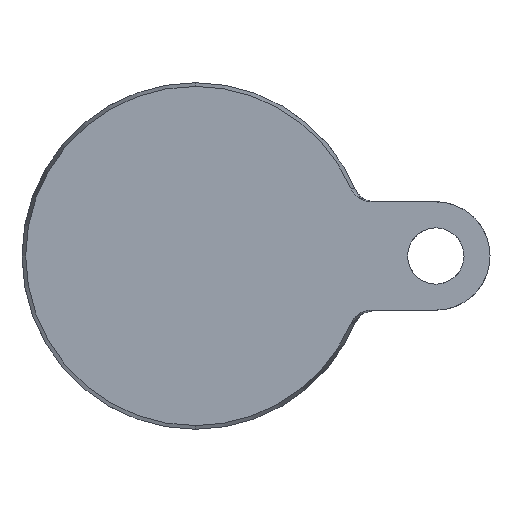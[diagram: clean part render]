
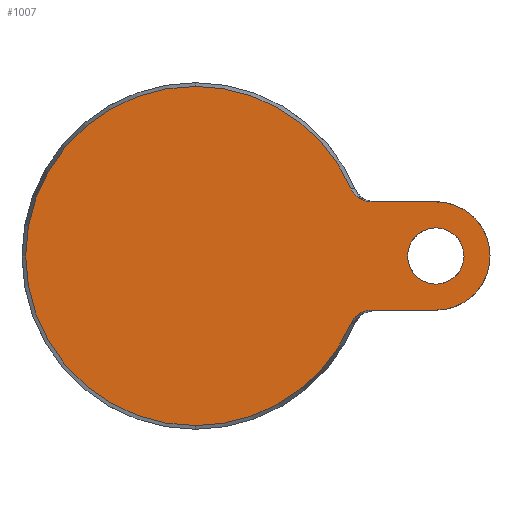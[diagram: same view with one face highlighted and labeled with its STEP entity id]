
A CAD part, front view. The second image highlights one B-rep face of the part: STEP entity #1007.
In plain terms, the highlighted planar face has unit normal (0, -1, 0).
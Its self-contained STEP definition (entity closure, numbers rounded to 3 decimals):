
#4 = ORIENTED_EDGE ( 'NONE', *, *, #856, .T. ) ;
#28 = EDGE_CURVE ( 'NONE', #1251, #1317, #1004, .T. ) ;
#75 = CARTESIAN_POINT ( 'NONE',  ( 37.031, 0., -13.929 ) ) ;
#83 = VECTOR ( 'NONE', #888, 1000. ) ;
#105 = DIRECTION ( 'NONE',  ( 0., 0., 1. ) ) ;
#120 = VERTEX_POINT ( 'NONE', #777 ) ;
#121 = CARTESIAN_POINT ( 'NONE',  ( 37.032, 0., 13.927 ) ) ;
#140 = DIRECTION ( 'NONE',  ( 0., 0., -1. ) ) ;
#151 = AXIS2_PLACEMENT_3D ( 'NONE', #917, #1250, #714 ) ;
#157 = LINE ( 'NONE', #585, #1169 ) ;
#161 = CARTESIAN_POINT ( 'NONE',  ( 40.085, 0., -12.5 ) ) ;
#166 = CARTESIAN_POINT ( 'NONE',  ( 55.5, 0., 6.5 ) ) ;
#177 = EDGE_CURVE ( 'NONE', #120, #738, #955, .T. ) ;
#183 = CARTESIAN_POINT ( 'NONE',  ( 38.221, 0., 13.07 ) ) ;
#199 = EDGE_LOOP ( 'NONE', ( #1164, #4 ) ) ;
#207 = CARTESIAN_POINT ( 'NONE',  ( 55.5, 0., 12.5 ) ) ;
#216 = AXIS2_PLACEMENT_3D ( 'NONE', #1069, #659, #1168 ) ;
#235 = VERTEX_POINT ( 'NONE', #266 ) ;
#239 = CARTESIAN_POINT ( 'NONE',  ( 15., 0., -12.5 ) ) ;
#256 = CARTESIAN_POINT ( 'NONE',  ( 38.891, 0., -12.781 ) ) ;
#262 = CARTESIAN_POINT ( 'NONE',  ( 55.5, 0., -12.5 ) ) ;
#263 = VERTEX_POINT ( 'NONE', #831 ) ;
#266 = CARTESIAN_POINT ( 'NONE',  ( 0., 0., -39.143 ) ) ;
#292 = CARTESIAN_POINT ( 'NONE',  ( 35.928, 0., -15.535 ) ) ;
#294 = CARTESIAN_POINT ( 'NONE',  ( 39.603, 0., 12.57 ) ) ;
#335 = AXIS2_PLACEMENT_3D ( 'NONE', #1174, #965, #105 ) ;
#347 = LINE ( 'NONE', #239, #83 ) ;
#365 = EDGE_CURVE ( 'NONE', #939, #120, #721, .T. ) ;
#369 = CARTESIAN_POINT ( 'NONE',  ( 38., 0., -13.192 ) ) ;
#376 = CIRCLE ( 'NONE', #1167, 6.5 ) ;
#386 = EDGE_CURVE ( 'NONE', #738, #235, #1054, .T. ) ;
#387 = DIRECTION ( 'NONE',  ( 0., 1., 0. ) ) ;
#391 = CARTESIAN_POINT ( 'NONE',  ( 55.5, 0., 0. ) ) ;
#393 = AXIS2_PLACEMENT_3D ( 'NONE', #533, #540, #1079 ) ;
#408 = CARTESIAN_POINT ( 'NONE',  ( 40.579, 0., 12.5 ) ) ;
#417 = B_SPLINE_CURVE_WITH_KNOTS ( 'NONE', 3,
 ( #292, #1150, #610, #1047, #75, #829, #681, #369, #1113, #900, #256, #1237, #161, #519 ),
 .UNSPECIFIED., .F., .F.,
 ( 4, 2, 2, 2, 2, 2, 4 ),
 ( 0., 0.001, 0.002, 0.003, 0.004, 0.004, 0.006 ),
 .UNSPECIFIED. ) ;
#456 = DIRECTION ( 'NONE',  ( 0., -1., 0. ) ) ;
#463 = VERTEX_POINT ( 'NONE', #754 ) ;
#519 = CARTESIAN_POINT ( 'NONE',  ( 40.579, 0., -12.5 ) ) ;
#532 = CARTESIAN_POINT ( 'NONE',  ( 36.124, 0., 15.081 ) ) ;
#533 = CARTESIAN_POINT ( 'NONE',  ( 55.5, 0., 0. ) ) ;
#540 = DIRECTION ( 'NONE',  ( 0., 1., 0. ) ) ;
#585 = CARTESIAN_POINT ( 'NONE',  ( 15., 0., 12.5 ) ) ;
#610 = CARTESIAN_POINT ( 'NONE',  ( 36.381, 0., -14.668 ) ) ;
#612 = CARTESIAN_POINT ( 'NONE',  ( 38.008, 0., 13.187 ) ) ;
#652 = EDGE_CURVE ( 'NONE', #1001, #1178, #1254, .T. ) ;
#659 = DIRECTION ( 'NONE',  ( 0., -1., 0. ) ) ;
#671 = CIRCLE ( 'NONE', #1342, 39.143 ) ;
#681 = CARTESIAN_POINT ( 'NONE',  ( 37.591, 0., -13.458 ) ) ;
#684 = ORIENTED_EDGE ( 'NONE', *, *, #903, .T. ) ;
#689 = AXIS2_PLACEMENT_3D ( 'NONE', #1098, #456, #140 ) ;
#696 = ORIENTED_EDGE ( 'NONE', *, *, #1219, .F. ) ;
#709 = CARTESIAN_POINT ( 'NONE',  ( 0., 0., 39.143 ) ) ;
#714 = DIRECTION ( 'NONE',  ( 0., 0., -1. ) ) ;
#715 = ORIENTED_EDGE ( 'NONE', *, *, #386, .T. ) ;
#718 = CARTESIAN_POINT ( 'NONE',  ( 38.897, 0., 12.778 ) ) ;
#721 = B_SPLINE_CURVE_WITH_KNOTS ( 'NONE', 3,
 ( #814, #1260, #294, #718, #1152, #183, #612, #1049, #954, #121, #1088, #746, #532, #948 ),
 .UNSPECIFIED., .F., .F.,
 ( 4, 2, 2, 2, 2, 2, 4 ),
 ( 0., 0.001, 0.002, 0.003, 0.004, 0.004, 0.006 ),
 .UNSPECIFIED. ) ;
#722 = ORIENTED_EDGE ( 'NONE', *, *, #737, .T. ) ;
#737 = EDGE_CURVE ( 'NONE', #463, #263, #417, .T. ) ;
#738 = VERTEX_POINT ( 'NONE', #709 ) ;
#746 = CARTESIAN_POINT ( 'NONE',  ( 36.388, 0., 14.659 ) ) ;
#750 = PLANE ( 'NONE',  #335 ) ;
#754 = CARTESIAN_POINT ( 'NONE',  ( 35.928, 0., -15.535 ) ) ;
#777 = CARTESIAN_POINT ( 'NONE',  ( 35.928, 0., 15.535 ) ) ;
#800 = DIRECTION ( 'NONE',  ( 1., 0., 0. ) ) ;
#813 = DIRECTION ( 'NONE',  ( 0., 0., 1. ) ) ;
#814 = CARTESIAN_POINT ( 'NONE',  ( 40.579, 0., 12.5 ) ) ;
#829 = CARTESIAN_POINT ( 'NONE',  ( 37.397, 0., -13.606 ) ) ;
#831 = CARTESIAN_POINT ( 'NONE',  ( 40.579, 0., -12.5 ) ) ;
#838 = ORIENTED_EDGE ( 'NONE', *, *, #177, .T. ) ;
#856 = EDGE_CURVE ( 'NONE', #1317, #1251, #376, .T. ) ;
#888 = DIRECTION ( 'NONE',  ( -1., 0., 0. ) ) ;
#900 = CARTESIAN_POINT ( 'NONE',  ( 38.663, 0., -12.866 ) ) ;
#903 = EDGE_CURVE ( 'NONE', #235, #463, #671, .T. ) ;
#917 = CARTESIAN_POINT ( 'NONE',  ( 55.5, 0., 0. ) ) ;
#939 = VERTEX_POINT ( 'NONE', #408 ) ;
#940 = CARTESIAN_POINT ( 'NONE',  ( 0., 0., 0. ) ) ;
#947 = FACE_OUTER_BOUND ( 'NONE', #1199, .T. ) ;
#948 = CARTESIAN_POINT ( 'NONE',  ( 35.928, 0., 15.535 ) ) ;
#950 = CARTESIAN_POINT ( 'NONE',  ( 55.5, 0., -6.5 ) ) ;
#954 = CARTESIAN_POINT ( 'NONE',  ( 37.4, 0., 13.603 ) ) ;
#955 = CIRCLE ( 'NONE', #689, 39.143 ) ;
#965 = DIRECTION ( 'NONE',  ( 0., 1., 0. ) ) ;
#994 = ORIENTED_EDGE ( 'NONE', *, *, #652, .F. ) ;
#1001 = VERTEX_POINT ( 'NONE', #207 ) ;
#1004 = CIRCLE ( 'NONE', #393, 6.5 ) ;
#1007 = ADVANCED_FACE ( 'NONE', ( #947, #1201 ), #750, .F. ) ;
#1047 = CARTESIAN_POINT ( 'NONE',  ( 36.857, 0., -14.106 ) ) ;
#1049 = CARTESIAN_POINT ( 'NONE',  ( 37.598, 0., 13.453 ) ) ;
#1054 = CIRCLE ( 'NONE', #216, 39.143 ) ;
#1062 = ORIENTED_EDGE ( 'NONE', *, *, #365, .T. ) ;
#1063 = DIRECTION ( 'NONE',  ( 0., -1., 0. ) ) ;
#1065 = ORIENTED_EDGE ( 'NONE', *, *, #1185, .F. ) ;
#1069 = CARTESIAN_POINT ( 'NONE',  ( 0., 0., 0. ) ) ;
#1079 = DIRECTION ( 'NONE',  ( 0., 0., 1. ) ) ;
#1088 = CARTESIAN_POINT ( 'NONE',  ( 36.861, 0., 14.101 ) ) ;
#1098 = CARTESIAN_POINT ( 'NONE',  ( 0., 0., 0. ) ) ;
#1113 = CARTESIAN_POINT ( 'NONE',  ( 38.218, 0., -13.072 ) ) ;
#1150 = CARTESIAN_POINT ( 'NONE',  ( 36.124, 0., -15.081 ) ) ;
#1152 = CARTESIAN_POINT ( 'NONE',  ( 38.665, 0., 12.866 ) ) ;
#1164 = ORIENTED_EDGE ( 'NONE', *, *, #28, .T. ) ;
#1167 = AXIS2_PLACEMENT_3D ( 'NONE', #391, #387, #813 ) ;
#1168 = DIRECTION ( 'NONE',  ( 0., 0., -1. ) ) ;
#1169 = VECTOR ( 'NONE', #800, 1000. ) ;
#1174 = CARTESIAN_POINT ( 'NONE',  ( -39.143, 0., 0. ) ) ;
#1178 = VERTEX_POINT ( 'NONE', #262 ) ;
#1185 = EDGE_CURVE ( 'NONE', #939, #1001, #157, .T. ) ;
#1199 = EDGE_LOOP ( 'NONE', ( #1065, #1062, #838, #715, #684, #722, #696, #994 ) ) ;
#1201 = FACE_BOUND ( 'NONE', #199, .T. ) ;
#1219 = EDGE_CURVE ( 'NONE', #1178, #263, #347, .T. ) ;
#1237 = CARTESIAN_POINT ( 'NONE',  ( 39.592, 0., -12.572 ) ) ;
#1250 = DIRECTION ( 'NONE',  ( 0., 1., 0. ) ) ;
#1251 = VERTEX_POINT ( 'NONE', #950 ) ;
#1254 = CIRCLE ( 'NONE', #151, 12.5 ) ;
#1260 = CARTESIAN_POINT ( 'NONE',  ( 40.085, 0., 12.5 ) ) ;
#1317 = VERTEX_POINT ( 'NONE', #166 ) ;
#1342 = AXIS2_PLACEMENT_3D ( 'NONE', #940, #1063, #1370 ) ;
#1370 = DIRECTION ( 'NONE',  ( 0., 0., -1. ) ) ;
